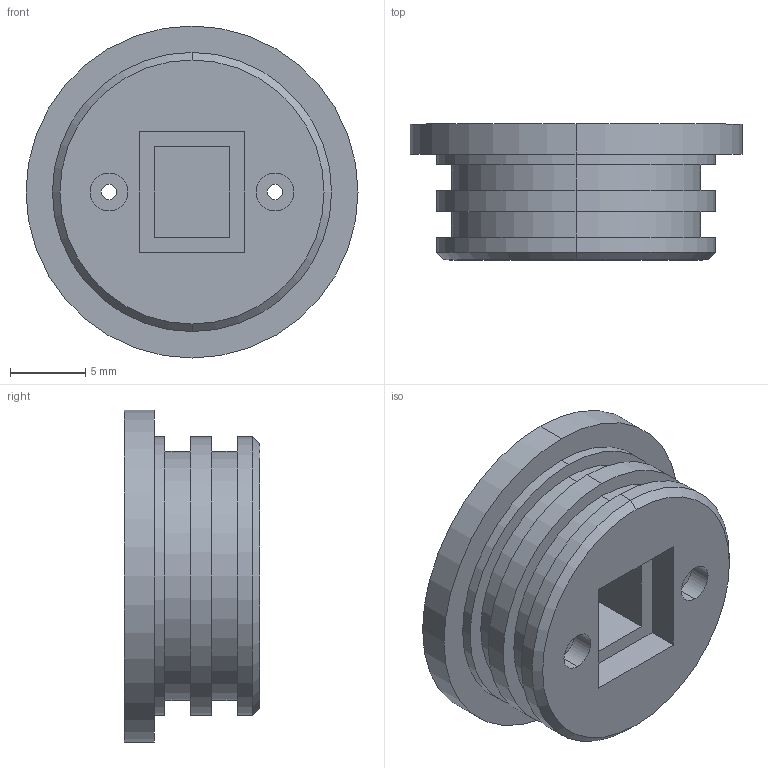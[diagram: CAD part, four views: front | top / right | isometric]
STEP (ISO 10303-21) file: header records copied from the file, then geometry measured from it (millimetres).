
FILE_DESCRIPTION (( 'STEP AP203' ), '1' );
FILE_NAME ('4#.STEP', '2023-01-16T11:41:36', ( '' ), ( '' ), 'SwSTEP 2.0', 'SolidWorks 2018', '' );
FILE_SCHEMA (( 'CONFIG_CONTROL_DESIGN' ));
Length unit declared in the file: millimetre
Products named in the file (1): 4#
Bounding box: 22 x 9 x 22 mm (x, y, z)
Volume: 2138.7 mm3; surface area: 1747.6 mm2
Topology: 1 solids, 1 shells, 47 faces, 100 edges, 66 vertices
Faces by surface type: cylinder 24, plane 21, cone 2
Entity records: 1373 total; most frequent: DIRECTION 246, CARTESIAN_POINT 214, ORIENTED_EDGE 200, EDGE_CURVE 100, AXIS2_PLACEMENT_3D 98, VERTEX_POINT 66, EDGE_LOOP 62, LINE 50
